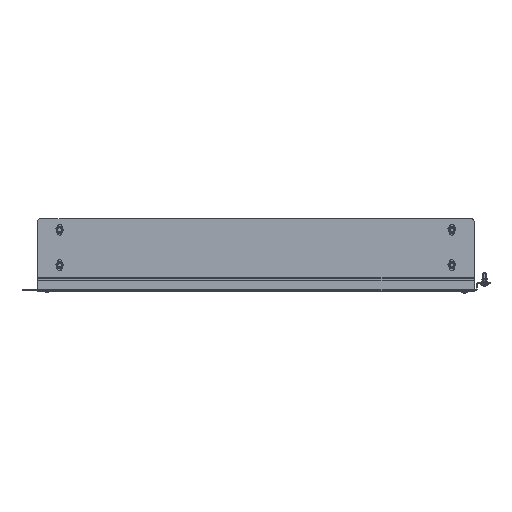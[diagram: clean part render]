
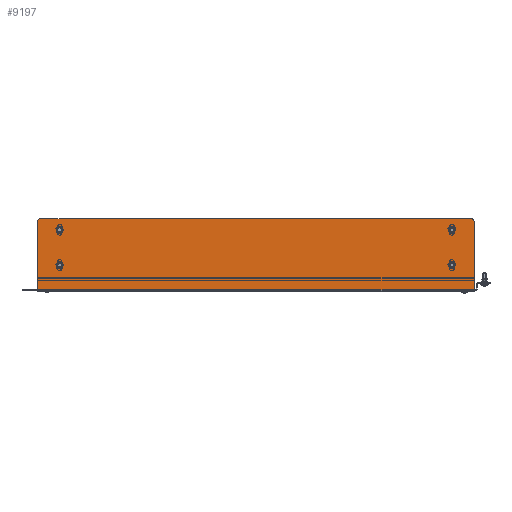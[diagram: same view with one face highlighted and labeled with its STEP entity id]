
A CAD part, front view. The second image highlights one B-rep face of the part: STEP entity #9197.
In plain terms, the highlighted planar face has unit normal (0, -1, 0).
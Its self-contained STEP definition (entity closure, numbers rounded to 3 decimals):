
#171 = CARTESIAN_POINT ( 'NONE',  ( 401., 0., 4. ) ) ;
#328 = VERTEX_POINT ( 'NONE', #7461 ) ;
#481 = CARTESIAN_POINT ( 'NONE',  ( -360., 0., 109.5 ) ) ;
#699 = AXIS2_PLACEMENT_3D ( 'NONE', #1998, #11273, #22816 ) ;
#813 = CARTESIAN_POINT ( 'NONE',  ( 401., 0., 0. ) ) ;
#986 = VERTEX_POINT ( 'NONE', #1498 ) ;
#1127 = ORIENTED_EDGE ( 'NONE', *, *, #32150, .T. ) ;
#1469 = CARTESIAN_POINT ( 'NONE',  ( 360., 0., 49. ) ) ;
#1498 = CARTESIAN_POINT ( 'NONE',  ( 360., 0., 118.5 ) ) ;
#1615 = EDGE_CURVE ( 'NONE', #10259, #21705, #33483, .T. ) ;
#1662 = EDGE_CURVE ( 'NONE', #34283, #12885, #33522, .T. ) ;
#1839 = CIRCLE ( 'NONE', #7154, 4.5 ) ;
#1856 = DIRECTION ( 'NONE',  ( 0., 1., 0. ) ) ;
#1998 = CARTESIAN_POINT ( 'NONE',  ( 396., 0., 129. ) ) ;
#2374 = ORIENTED_EDGE ( 'NONE', *, *, #1662, .T. ) ;
#2390 = FACE_BOUND ( 'NONE', #19617, .T. ) ;
#2961 = DIRECTION ( 'NONE',  ( -1., 0., 0. ) ) ;
#3276 = DIRECTION ( 'NONE',  ( 0., 0., 1. ) ) ;
#3421 = ORIENTED_EDGE ( 'NONE', *, *, #15714, .F. ) ;
#3711 = DIRECTION ( 'NONE',  ( 0., 0., 1. ) ) ;
#3811 = CARTESIAN_POINT ( 'NONE',  ( 360., 0., 53.5 ) ) ;
#4230 = CARTESIAN_POINT ( 'NONE',  ( 360., 0., 44.5 ) ) ;
#4252 = DIRECTION ( 'NONE',  ( 0., 1., 0. ) ) ;
#4548 = CARTESIAN_POINT ( 'NONE',  ( -360., 0., 44.5 ) ) ;
#4619 = CARTESIAN_POINT ( 'NONE',  ( -360., 0., 49. ) ) ;
#5059 = VERTEX_POINT ( 'NONE', #7687 ) ;
#5159 = FACE_BOUND ( 'NONE', #5626, .T. ) ;
#5626 = EDGE_LOOP ( 'NONE', ( #14899, #6062 ) ) ;
#5733 = CARTESIAN_POINT ( 'NONE',  ( 401., 0., 134. ) ) ;
#5901 = AXIS2_PLACEMENT_3D ( 'NONE', #23572, #20140, #26126 ) ;
#6062 = ORIENTED_EDGE ( 'NONE', *, *, #10848, .T. ) ;
#6327 = DIRECTION ( 'NONE',  ( 0., 0., 1. ) ) ;
#6664 = ORIENTED_EDGE ( 'NONE', *, *, #26319, .T. ) ;
#7074 = CIRCLE ( 'NONE', #5901, 4.5 ) ;
#7154 = AXIS2_PLACEMENT_3D ( 'NONE', #9687, #34618, #20895 ) ;
#7461 = CARTESIAN_POINT ( 'NONE',  ( -401., 0., 129. ) ) ;
#7687 = CARTESIAN_POINT ( 'NONE',  ( -360., 0., 118.5 ) ) ;
#7962 = FACE_BOUND ( 'NONE', #12904, .T. ) ;
#8019 = CIRCLE ( 'NONE', #27907, 4.5 ) ;
#8134 = FACE_OUTER_BOUND ( 'NONE', #16090, .T. ) ;
#8293 = VERTEX_POINT ( 'NONE', #4230 ) ;
#9028 = DIRECTION ( 'NONE',  ( -1., 0., 0. ) ) ;
#9197 = ADVANCED_FACE ( 'NONE', ( #7962, #30318, #5159, #2390, #8134 ), #34419, .F. ) ;
#9395 = CARTESIAN_POINT ( 'NONE',  ( -396., 0., 134. ) ) ;
#9687 = CARTESIAN_POINT ( 'NONE',  ( -360., 0., 114. ) ) ;
#10256 = DIRECTION ( 'NONE',  ( 0., 0., -1. ) ) ;
#10259 = VERTEX_POINT ( 'NONE', #21466 ) ;
#10494 = AXIS2_PLACEMENT_3D ( 'NONE', #29209, #21017, #32522 ) ;
#10495 = VECTOR ( 'NONE', #9028, 1000. ) ;
#10848 = EDGE_CURVE ( 'NONE', #19294, #5059, #12953, .T. ) ;
#11273 = DIRECTION ( 'NONE',  ( 0., -1., 0. ) ) ;
#11657 = LINE ( 'NONE', #5733, #22300 ) ;
#11782 = EDGE_CURVE ( 'NONE', #5059, #19294, #1839, .T. ) ;
#12464 = CARTESIAN_POINT ( 'NONE',  ( 360., 0., 114. ) ) ;
#12867 = VERTEX_POINT ( 'NONE', #13503 ) ;
#12885 = VERTEX_POINT ( 'NONE', #30366 ) ;
#12904 = EDGE_LOOP ( 'NONE', ( #6664, #32287 ) ) ;
#12953 = CIRCLE ( 'NONE', #35788, 4.5 ) ;
#13018 = AXIS2_PLACEMENT_3D ( 'NONE', #4619, #1856, #24268 ) ;
#13503 = CARTESIAN_POINT ( 'NONE',  ( 401., 0., 4. ) ) ;
#14733 = AXIS2_PLACEMENT_3D ( 'NONE', #12464, #35006, #28739 ) ;
#14899 = ORIENTED_EDGE ( 'NONE', *, *, #11782, .T. ) ;
#15193 = CARTESIAN_POINT ( 'NONE',  ( -401., 0., 0. ) ) ;
#15292 = ORIENTED_EDGE ( 'NONE', *, *, #18118, .T. ) ;
#15714 = EDGE_CURVE ( 'NONE', #34283, #12867, #17007, .T. ) ;
#16090 = EDGE_LOOP ( 'NONE', ( #19391, #30997, #15292, #29390, #3421, #2374 ) ) ;
#16183 = VECTOR ( 'NONE', #10256, 1000. ) ;
#16446 = AXIS2_PLACEMENT_3D ( 'NONE', #31369, #28429, #3276 ) ;
#16744 = VERTEX_POINT ( 'NONE', #3811 ) ;
#16916 = CARTESIAN_POINT ( 'NONE',  ( 360., 0., 109.5 ) ) ;
#17007 = LINE ( 'NONE', #19780, #20012 ) ;
#17637 = LINE ( 'NONE', #171, #10495 ) ;
#17692 = ORIENTED_EDGE ( 'NONE', *, *, #1615, .T. ) ;
#17774 = DIRECTION ( 'NONE',  ( 0., -1., 0. ) ) ;
#18118 = EDGE_CURVE ( 'NONE', #328, #29968, #21637, .T. ) ;
#19294 = VERTEX_POINT ( 'NONE', #481 ) ;
#19391 = ORIENTED_EDGE ( 'NONE', *, *, #34835, .T. ) ;
#19617 = EDGE_LOOP ( 'NONE', ( #17692, #1127 ) ) ;
#19780 = CARTESIAN_POINT ( 'NONE',  ( 401., 0., 0. ) ) ;
#20012 = VECTOR ( 'NONE', #31292, 1000. ) ;
#20140 = DIRECTION ( 'NONE',  ( 0., 1., 0. ) ) ;
#20207 = EDGE_CURVE ( 'NONE', #28886, #986, #35705, .T. ) ;
#20895 = DIRECTION ( 'NONE',  ( 0., 0., 1. ) ) ;
#21017 = DIRECTION ( 'NONE',  ( 0., 1., 0. ) ) ;
#21466 = CARTESIAN_POINT ( 'NONE',  ( -360., 0., 53.5 ) ) ;
#21637 = LINE ( 'NONE', #15193, #16183 ) ;
#21705 = VERTEX_POINT ( 'NONE', #4548 ) ;
#22300 = VECTOR ( 'NONE', #2961, 1000. ) ;
#22621 = EDGE_CURVE ( 'NONE', #12867, #29968, #17637, .T. ) ;
#22816 = DIRECTION ( 'NONE',  ( 0., 0., 1. ) ) ;
#22942 = CIRCLE ( 'NONE', #14733, 4.5 ) ;
#23572 = CARTESIAN_POINT ( 'NONE',  ( -360., 0., 49. ) ) ;
#24062 = EDGE_LOOP ( 'NONE', ( #28179, #32545 ) ) ;
#24268 = DIRECTION ( 'NONE',  ( 0., 0., 1. ) ) ;
#24603 = CIRCLE ( 'NONE', #16446, 4.5 ) ;
#26126 = DIRECTION ( 'NONE',  ( 0., 0., 1. ) ) ;
#26319 = EDGE_CURVE ( 'NONE', #16744, #8293, #8019, .T. ) ;
#26338 = AXIS2_PLACEMENT_3D ( 'NONE', #29105, #17774, #31488 ) ;
#27907 = AXIS2_PLACEMENT_3D ( 'NONE', #1469, #4252, #29923 ) ;
#28179 = ORIENTED_EDGE ( 'NONE', *, *, #32657, .T. ) ;
#28429 = DIRECTION ( 'NONE',  ( 0., 1., 0. ) ) ;
#28739 = DIRECTION ( 'NONE',  ( 0., 0., 1. ) ) ;
#28856 = CARTESIAN_POINT ( 'NONE',  ( -360., 0., 114. ) ) ;
#28886 = VERTEX_POINT ( 'NONE', #16916 ) ;
#28930 = EDGE_CURVE ( 'NONE', #8293, #16744, #24603, .T. ) ;
#29105 = CARTESIAN_POINT ( 'NONE',  ( -396., 0., 129. ) ) ;
#29209 = CARTESIAN_POINT ( 'NONE',  ( 360., 0., 114. ) ) ;
#29283 = AXIS2_PLACEMENT_3D ( 'NONE', #813, #34984, #6327 ) ;
#29390 = ORIENTED_EDGE ( 'NONE', *, *, #22621, .F. ) ;
#29923 = DIRECTION ( 'NONE',  ( 0., 0., 1. ) ) ;
#29968 = VERTEX_POINT ( 'NONE', #30835 ) ;
#30099 = VERTEX_POINT ( 'NONE', #9395 ) ;
#30318 = FACE_BOUND ( 'NONE', #24062, .T. ) ;
#30366 = CARTESIAN_POINT ( 'NONE',  ( 396., 0., 134. ) ) ;
#30835 = CARTESIAN_POINT ( 'NONE',  ( -401., 0., 4. ) ) ;
#30997 = ORIENTED_EDGE ( 'NONE', *, *, #31220, .T. ) ;
#31220 = EDGE_CURVE ( 'NONE', #30099, #328, #35741, .T. ) ;
#31287 = CARTESIAN_POINT ( 'NONE',  ( 401., 0., 129. ) ) ;
#31292 = DIRECTION ( 'NONE',  ( 0., 0., -1. ) ) ;
#31369 = CARTESIAN_POINT ( 'NONE',  ( 360., 0., 49. ) ) ;
#31488 = DIRECTION ( 'NONE',  ( 0., 0., 1. ) ) ;
#32150 = EDGE_CURVE ( 'NONE', #21705, #10259, #7074, .T. ) ;
#32287 = ORIENTED_EDGE ( 'NONE', *, *, #28930, .T. ) ;
#32522 = DIRECTION ( 'NONE',  ( 0., 0., 1. ) ) ;
#32545 = ORIENTED_EDGE ( 'NONE', *, *, #20207, .T. ) ;
#32657 = EDGE_CURVE ( 'NONE', #986, #28886, #22942, .T. ) ;
#33483 = CIRCLE ( 'NONE', #13018, 4.5 ) ;
#33522 = CIRCLE ( 'NONE', #699, 5. ) ;
#34283 = VERTEX_POINT ( 'NONE', #31287 ) ;
#34371 = DIRECTION ( 'NONE',  ( 0., 1., 0. ) ) ;
#34419 = PLANE ( 'NONE',  #29283 ) ;
#34618 = DIRECTION ( 'NONE',  ( 0., 1., 0. ) ) ;
#34835 = EDGE_CURVE ( 'NONE', #12885, #30099, #11657, .T. ) ;
#34984 = DIRECTION ( 'NONE',  ( 0., 1., 0. ) ) ;
#35006 = DIRECTION ( 'NONE',  ( 0., 1., 0. ) ) ;
#35705 = CIRCLE ( 'NONE', #10494, 4.5 ) ;
#35741 = CIRCLE ( 'NONE', #26338, 5. ) ;
#35788 = AXIS2_PLACEMENT_3D ( 'NONE', #28856, #34371, #3711 ) ;
